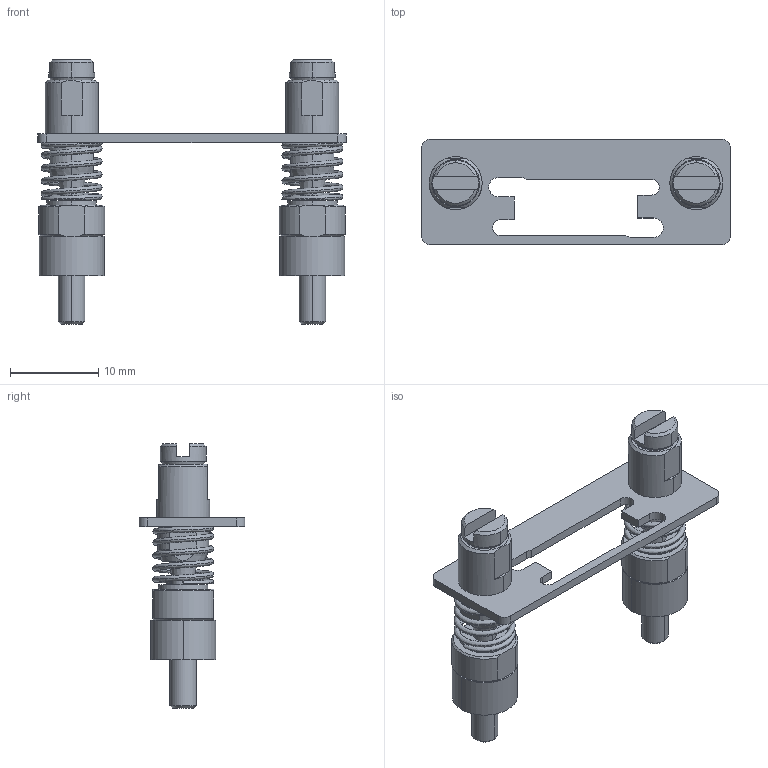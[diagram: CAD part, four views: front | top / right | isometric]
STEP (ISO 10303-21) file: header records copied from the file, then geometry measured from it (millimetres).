
FILE_DESCRIPTION (( 'STEP AP214' ), '1' );
FILE_NAME ('INGUN_116137.STEP', '2024-06-18T09:41:50', ( '' ), ( '' ), 'SwSTEP 2.0', 'SolidWorks 2021', '' );
FILE_SCHEMA (( 'AUTOMOTIVE_DESIGN' ));
Length unit declared in the file: millimetre
Products named in the file (1): INGUN_116137
Bounding box: 35 x 12 x 30 mm (x, y, z)
Volume: 1768.9 mm3; surface area: 2715.2 mm2
Topology: 5 solids, 5 shells, 192 faces, 514 edges, 332 vertices
Faces by surface type: cylinder 74, plane 74, cone 38, bspline 6
Entity records: 18442 total; most frequent: CARTESIAN_POINT 11533, ORIENTED_EDGE 1028, DIRECTION 932, EDGE_CURVE 514, AXIS2_PLACEMENT_3D 365, VERTEX_POINT 332, EDGE_LOOP 218, LINE 202
